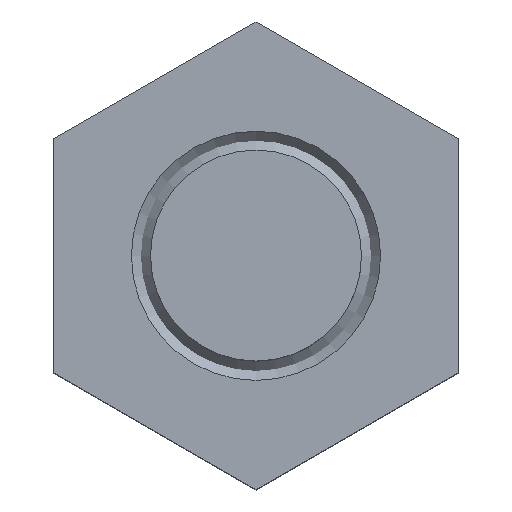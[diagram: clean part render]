
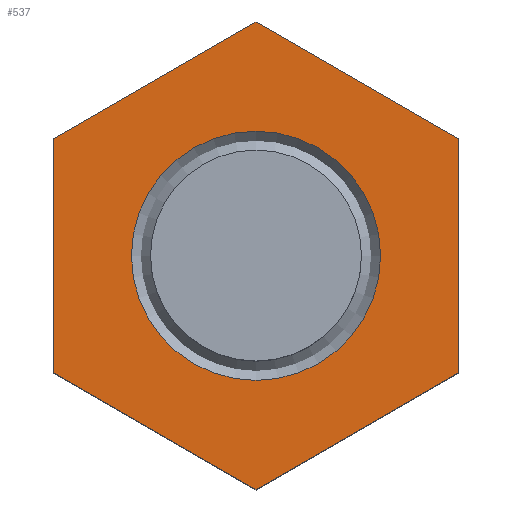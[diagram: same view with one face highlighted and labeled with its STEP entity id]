
A CAD part, top view. The second image highlights one B-rep face of the part: STEP entity #537.
In plain terms, the highlighted face is planar.
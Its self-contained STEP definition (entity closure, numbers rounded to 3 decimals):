
#20=LINE('',#952,#38);
#23=LINE('',#958,#41);
#26=LINE('',#964,#44);
#29=LINE('',#970,#47);
#32=LINE('',#976,#50);
#35=LINE('',#981,#53);
#38=VECTOR('',#765,1000.);
#41=VECTOR('',#770,1000.);
#44=VECTOR('',#775,1000.);
#47=VECTOR('',#780,1000.);
#50=VECTOR('',#785,1000.);
#53=VECTOR('',#790,1000.);
#95=PLANE('',#632);
#185=ORIENTED_EDGE('',*,*,#253,.F.);
#186=ORIENTED_EDGE('',*,*,#237,.F.);
#187=ORIENTED_EDGE('',*,*,#252,.F.);
#188=ORIENTED_EDGE('',*,*,#249,.F.);
#189=ORIENTED_EDGE('',*,*,#246,.F.);
#190=ORIENTED_EDGE('',*,*,#243,.F.);
#191=ORIENTED_EDGE('',*,*,#240,.F.);
#237=EDGE_CURVE('',#289,#290,#20,.T.);
#240=EDGE_CURVE('',#290,#292,#23,.T.);
#243=EDGE_CURVE('',#292,#294,#26,.T.);
#246=EDGE_CURVE('',#294,#296,#29,.T.);
#249=EDGE_CURVE('',#296,#298,#32,.T.);
#252=EDGE_CURVE('',#298,#289,#35,.T.);
#253=EDGE_CURVE('',#299,#299,#329,.T.);
#289=VERTEX_POINT('',#951);
#290=VERTEX_POINT('',#953);
#292=VERTEX_POINT('',#959);
#294=VERTEX_POINT('',#965);
#296=VERTEX_POINT('',#971);
#298=VERTEX_POINT('',#977);
#299=VERTEX_POINT('',#984);
#329=CIRCLE('',#633,4.);
#399=EDGE_LOOP('',(#185));
#400=EDGE_LOOP('',(#186,#187,#188,#189,#190,#191));
#475=FACE_BOUND('',#399,.T.);
#476=FACE_BOUND('',#400,.T.);
#537=ADVANCED_FACE('',(#475,#476),#95,.F.);
#632=AXIS2_PLACEMENT_3D('',#982,#791,#792);
#633=AXIS2_PLACEMENT_3D('',#983,#793,#794);
#765=DIRECTION('',(0.,0.,1.));
#770=DIRECTION('',(0.866,0.,0.5));
#775=DIRECTION('',(0.866,0.,-0.5));
#780=DIRECTION('',(0.,0.,-1.));
#785=DIRECTION('',(-0.866,0.,-0.5));
#790=DIRECTION('',(-0.866,0.,0.5));
#791=DIRECTION('',(0.,1.,0.));
#792=DIRECTION('',(0.,0.,1.));
#793=DIRECTION('',(0.,-1.,0.));
#794=DIRECTION('',(0.,0.,-1.));
#951=CARTESIAN_POINT('',(-6.5,-4.,-3.753));
#952=CARTESIAN_POINT('',(-6.5,-4.,-3.753));
#953=CARTESIAN_POINT('',(-6.5,-4.,3.753));
#958=CARTESIAN_POINT('',(-6.5,-4.,3.753));
#959=CARTESIAN_POINT('',(0.,-4.,7.506));
#964=CARTESIAN_POINT('',(0.,-4.,7.506));
#965=CARTESIAN_POINT('',(6.5,-4.,3.753));
#970=CARTESIAN_POINT('',(6.5,-4.,3.753));
#971=CARTESIAN_POINT('',(6.5,-4.,-3.753));
#976=CARTESIAN_POINT('',(6.5,-4.,-3.753));
#977=CARTESIAN_POINT('',(0.,-4.,-7.506));
#981=CARTESIAN_POINT('',(0.,-4.,-7.506));
#982=CARTESIAN_POINT('',(0.,-4.,0.));
#983=CARTESIAN_POINT('',(0.,-4.,0.));
#984=CARTESIAN_POINT('',(0.,-4.,-4.));
